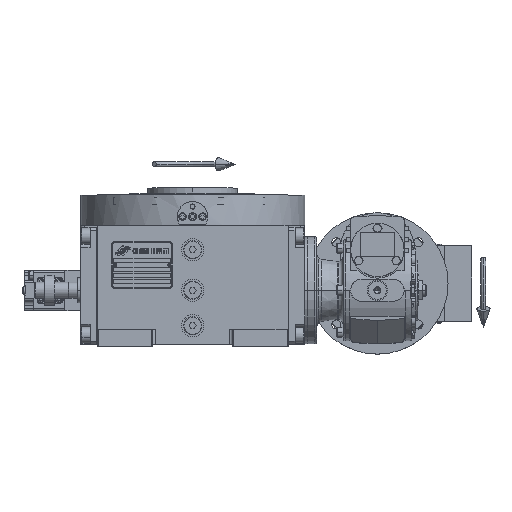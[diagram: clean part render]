
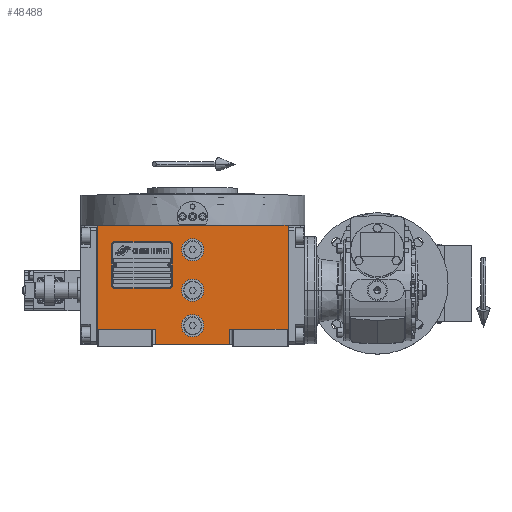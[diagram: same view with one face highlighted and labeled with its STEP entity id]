
A CAD part, top view. The second image highlights one B-rep face of the part: STEP entity #48488.
In plain terms, the highlighted planar face has unit normal (0, 0, 1).
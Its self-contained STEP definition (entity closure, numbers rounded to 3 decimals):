
#594 = CIRCLE ( 'NONE', #20579, 11. ) ;
#1100 = EDGE_CURVE ( 'NONE', #49266, #64058, #36309, .T. ) ;
#2624 = LINE ( 'NONE', #89437, #66783 ) ;
#3679 = CARTESIAN_POINT ( 'NONE',  ( 37., -53.5, 163.5 ) ) ;
#4478 = DIRECTION ( 'NONE',  ( -1., 0., 0. ) ) ;
#4484 = ORIENTED_EDGE ( 'NONE', *, *, #25619, .F. ) ;
#5120 = VERTEX_POINT ( 'NONE', #101041 ) ;
#9328 = EDGE_CURVE ( 'NONE', #59017, #67258, #2624, .T. ) ;
#13017 = ORIENTED_EDGE ( 'NONE', *, *, #76990, .F. ) ;
#13041 = VERTEX_POINT ( 'NONE', #65005 ) ;
#14453 = EDGE_LOOP ( 'NONE', ( #72099, #94705 ) ) ;
#14945 = DIRECTION ( 'NONE',  ( 0., 0., 1. ) ) ;
#16064 = PLANE ( 'NONE',  #75397 ) ;
#16684 = EDGE_LOOP ( 'NONE', ( #53518, #4484, #45624, #52366, #71513, #13017, #26721, #78523 ) ) ;
#17089 = DIRECTION ( 'NONE',  ( 1., 0., 0. ) ) ;
#17148 = CARTESIAN_POINT ( 'NONE',  ( 94.5, -38.5, 163.5 ) ) ;
#20579 = AXIS2_PLACEMENT_3D ( 'NONE', #21485, #90714, #4478 ) ;
#21485 = CARTESIAN_POINT ( 'NONE',  ( 0., 40., 163.5 ) ) ;
#22506 = ORIENTED_EDGE ( 'NONE', *, *, #78941, .F. ) ;
#22643 = CARTESIAN_POINT ( 'NONE',  ( 94.5, -38.5, 163.5 ) ) ;
#25619 = EDGE_CURVE ( 'NONE', #49266, #67258, #88023, .T. ) ;
#26223 = VECTOR ( 'NONE', #53908, 1000. ) ;
#26721 = ORIENTED_EDGE ( 'NONE', *, *, #36816, .T. ) ;
#27085 = CARTESIAN_POINT ( 'NONE',  ( 94.5, 64.5, 163.5 ) ) ;
#27098 = VECTOR ( 'NONE', #110025, 1000. ) ;
#27451 = AXIS2_PLACEMENT_3D ( 'NONE', #33007, #93731, #17089 ) ;
#27463 = DIRECTION ( 'NONE',  ( 1., 0., 0. ) ) ;
#27725 = CIRCLE ( 'NONE', #91113, 11. ) ;
#27796 = AXIS2_PLACEMENT_3D ( 'NONE', #79861, #37275, #44678 ) ;
#27883 = CIRCLE ( 'NONE', #96753, 11. ) ;
#28779 = VECTOR ( 'NONE', #59558, 1000. ) ;
#29090 = LINE ( 'NONE', #107936, #40342 ) ;
#29570 = LINE ( 'NONE', #101036, #61894 ) ;
#30113 = DIRECTION ( 'NONE',  ( 0., 1., 0. ) ) ;
#30187 = DIRECTION ( 'NONE',  ( 1., 0., 0. ) ) ;
#33007 = CARTESIAN_POINT ( 'NONE',  ( 0., 0., 163.5 ) ) ;
#35099 = CIRCLE ( 'NONE', #27796, 11. ) ;
#36309 = LINE ( 'NONE', #78909, #41941 ) ;
#36816 = EDGE_CURVE ( 'NONE', #77983, #63111, #72104, .T. ) ;
#37275 = DIRECTION ( 'NONE',  ( 0., 0., 1. ) ) ;
#37495 = EDGE_CURVE ( 'NONE', #13041, #5120, #27883, .T. ) ;
#38676 = EDGE_LOOP ( 'NONE', ( #91024, #22506 ) ) ;
#39349 = CARTESIAN_POINT ( 'NONE',  ( -11., 40., 163.5 ) ) ;
#40342 = VECTOR ( 'NONE', #30187, 1000. ) ;
#41045 = CARTESIAN_POINT ( 'NONE',  ( -94.5, -53.5, 163.5 ) ) ;
#41418 = CARTESIAN_POINT ( 'NONE',  ( -37., -53.5, 163.5 ) ) ;
#41941 = VECTOR ( 'NONE', #53313, 1000. ) ;
#43103 = DIRECTION ( 'NONE',  ( 1., 0., 0. ) ) ;
#43757 = CARTESIAN_POINT ( 'NONE',  ( 37., -38.5, 163.5 ) ) ;
#44678 = DIRECTION ( 'NONE',  ( -1., 0., 0. ) ) ;
#45624 = ORIENTED_EDGE ( 'NONE', *, *, #1100, .T. ) ;
#45994 = CARTESIAN_POINT ( 'NONE',  ( -94.5, -38.5, 163.5 ) ) ;
#46436 = CARTESIAN_POINT ( 'NONE',  ( 0., -35., 163.5 ) ) ;
#47435 = FACE_OUTER_BOUND ( 'NONE', #16684, .T. ) ;
#48488 = ADVANCED_FACE ( 'NONE', ( #110845, #82078, #51241, #47435 ), #16064, .T. ) ;
#49266 = VERTEX_POINT ( 'NONE', #72035 ) ;
#49681 = CARTESIAN_POINT ( 'NONE',  ( -94.5, -38.5, 163.5 ) ) ;
#51070 = DIRECTION ( 'NONE',  ( 0., 0., 1. ) ) ;
#51241 = FACE_BOUND ( 'NONE', #14453, .T. ) ;
#51378 = VERTEX_POINT ( 'NONE', #39349 ) ;
#52366 = ORIENTED_EDGE ( 'NONE', *, *, #67742, .T. ) ;
#53313 = DIRECTION ( 'NONE',  ( 1., 0., 0. ) ) ;
#53518 = ORIENTED_EDGE ( 'NONE', *, *, #9328, .T. ) ;
#53908 = DIRECTION ( 'NONE',  ( 0., -1., 0. ) ) ;
#54132 = CARTESIAN_POINT ( 'NONE',  ( 11., 40., 163.5 ) ) ;
#59017 = VERTEX_POINT ( 'NONE', #82114 ) ;
#59558 = DIRECTION ( 'NONE',  ( 0., 1., 0. ) ) ;
#61894 = VECTOR ( 'NONE', #30113, 1000. ) ;
#62057 = CARTESIAN_POINT ( 'NONE',  ( 11., 0., 163.5 ) ) ;
#63111 = VERTEX_POINT ( 'NONE', #111896 ) ;
#64058 = VERTEX_POINT ( 'NONE', #17148 ) ;
#64569 = CIRCLE ( 'NONE', #97256, 11. ) ;
#65005 = CARTESIAN_POINT ( 'NONE',  ( 11., -35., 163.5 ) ) ;
#65128 = DIRECTION ( 'NONE',  ( -1., 0., 0. ) ) ;
#66783 = VECTOR ( 'NONE', #80926, 1000. ) ;
#67258 = VERTEX_POINT ( 'NONE', #3679 ) ;
#67742 = EDGE_CURVE ( 'NONE', #64058, #91491, #102106, .T. ) ;
#71513 = ORIENTED_EDGE ( 'NONE', *, *, #76409, .F. ) ;
#72035 = CARTESIAN_POINT ( 'NONE',  ( 37., -38.5, 163.5 ) ) ;
#72099 = ORIENTED_EDGE ( 'NONE', *, *, #77167, .F. ) ;
#72104 = LINE ( 'NONE', #45994, #103910 ) ;
#72575 = EDGE_CURVE ( 'NONE', #59017, #63111, #111222, .T. ) ;
#75397 = AXIS2_PLACEMENT_3D ( 'NONE', #41045, #14945, #99109 ) ;
#76409 = EDGE_CURVE ( 'NONE', #91599, #91491, #29090, .T. ) ;
#76635 = CARTESIAN_POINT ( 'NONE',  ( 0., 40., 163.5 ) ) ;
#76990 = EDGE_CURVE ( 'NONE', #77983, #91599, #29570, .T. ) ;
#77167 = EDGE_CURVE ( 'NONE', #95094, #51378, #27725, .T. ) ;
#77983 = VERTEX_POINT ( 'NONE', #49681 ) ;
#78000 = CARTESIAN_POINT ( 'NONE',  ( 0., -35., 163.5 ) ) ;
#78523 = ORIENTED_EDGE ( 'NONE', *, *, #72575, .F. ) ;
#78706 = EDGE_CURVE ( 'NONE', #51378, #95094, #594, .T. ) ;
#78718 = ORIENTED_EDGE ( 'NONE', *, *, #93259, .F. ) ;
#78909 = CARTESIAN_POINT ( 'NONE',  ( 37., -38.5, 163.5 ) ) ;
#78941 = EDGE_CURVE ( 'NONE', #104486, #83543, #35099, .T. ) ;
#79861 = CARTESIAN_POINT ( 'NONE',  ( 0., 0., 163.5 ) ) ;
#80630 = DIRECTION ( 'NONE',  ( 1., 0., 0. ) ) ;
#80926 = DIRECTION ( 'NONE',  ( 1., 0., 0. ) ) ;
#81072 = DIRECTION ( 'NONE',  ( 0., 0., 1. ) ) ;
#82078 = FACE_BOUND ( 'NONE', #93689, .T. ) ;
#82114 = CARTESIAN_POINT ( 'NONE',  ( -37., -53.5, 163.5 ) ) ;
#83543 = VERTEX_POINT ( 'NONE', #62057 ) ;
#85909 = CARTESIAN_POINT ( 'NONE',  ( -11., 0., 163.5 ) ) ;
#88023 = LINE ( 'NONE', #43757, #26223 ) ;
#88731 = DIRECTION ( 'NONE',  ( 0., 0., 1. ) ) ;
#89437 = CARTESIAN_POINT ( 'NONE',  ( -37., -53.5, 163.5 ) ) ;
#90572 = CARTESIAN_POINT ( 'NONE',  ( -94.5, 64.5, 163.5 ) ) ;
#90714 = DIRECTION ( 'NONE',  ( 0., 0., 1. ) ) ;
#91024 = ORIENTED_EDGE ( 'NONE', *, *, #103014, .F. ) ;
#91113 = AXIS2_PLACEMENT_3D ( 'NONE', #76635, #51070, #43103 ) ;
#91491 = VERTEX_POINT ( 'NONE', #27085 ) ;
#91599 = VERTEX_POINT ( 'NONE', #90572 ) ;
#93259 = EDGE_CURVE ( 'NONE', #5120, #13041, #64569, .T. ) ;
#93689 = EDGE_LOOP ( 'NONE', ( #109502, #78718 ) ) ;
#93731 = DIRECTION ( 'NONE',  ( 0., 0., 1. ) ) ;
#94705 = ORIENTED_EDGE ( 'NONE', *, *, #78706, .F. ) ;
#95094 = VERTEX_POINT ( 'NONE', #54132 ) ;
#96753 = AXIS2_PLACEMENT_3D ( 'NONE', #78000, #88731, #27463 ) ;
#97256 = AXIS2_PLACEMENT_3D ( 'NONE', #46436, #81072, #65128 ) ;
#99109 = DIRECTION ( 'NONE',  ( 1., 0., 0. ) ) ;
#101036 = CARTESIAN_POINT ( 'NONE',  ( -94.5, -38.5, 163.5 ) ) ;
#101041 = CARTESIAN_POINT ( 'NONE',  ( -11., -35., 163.5 ) ) ;
#102106 = LINE ( 'NONE', #22643, #27098 ) ;
#103014 = EDGE_CURVE ( 'NONE', #83543, #104486, #108905, .T. ) ;
#103910 = VECTOR ( 'NONE', #80630, 1000. ) ;
#104486 = VERTEX_POINT ( 'NONE', #85909 ) ;
#107936 = CARTESIAN_POINT ( 'NONE',  ( -94.5, 64.5, 163.5 ) ) ;
#108905 = CIRCLE ( 'NONE', #27451, 11. ) ;
#109502 = ORIENTED_EDGE ( 'NONE', *, *, #37495, .F. ) ;
#110025 = DIRECTION ( 'NONE',  ( 0., 1., 0. ) ) ;
#110845 = FACE_BOUND ( 'NONE', #38676, .T. ) ;
#111222 = LINE ( 'NONE', #41418, #28779 ) ;
#111896 = CARTESIAN_POINT ( 'NONE',  ( -37., -38.5, 163.5 ) ) ;
